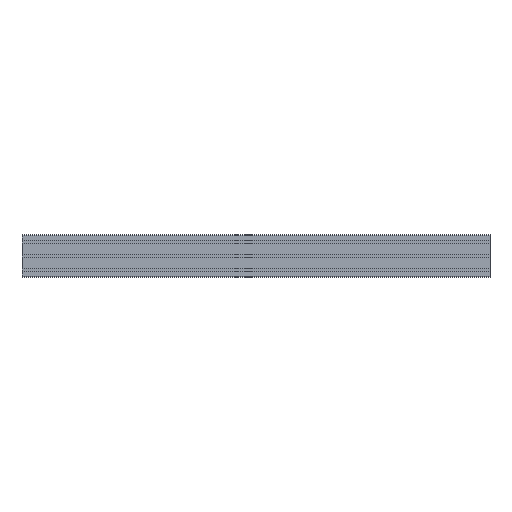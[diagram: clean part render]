
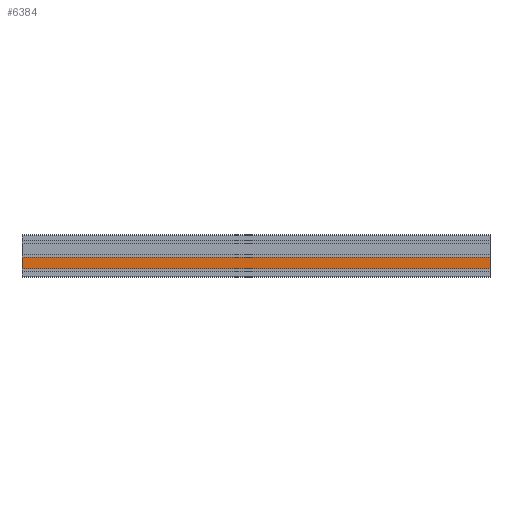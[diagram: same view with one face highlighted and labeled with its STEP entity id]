
A CAD part, top view. The second image highlights one B-rep face of the part: STEP entity #6384.
In plain terms, the highlighted planar face has unit normal (0, 0, 1).
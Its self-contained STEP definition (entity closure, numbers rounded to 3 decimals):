
#468=FACE_OUTER_BOUND('',#791,.T.);
#791=EDGE_LOOP('',(#5504,#5505,#5506,#5507));
#892=LINE('',#9122,#1542);
#1431=LINE('',#10711,#2081);
#1432=LINE('',#10714,#2082);
#1433=LINE('',#10715,#2083);
#1542=VECTOR('',#7174,1.);
#2081=VECTOR('',#8787,1.);
#2082=VECTOR('',#8790,1.);
#2083=VECTOR('',#8791,1.);
#2533=VERTEX_POINT('',#9119);
#2534=VERTEX_POINT('',#9121);
#3047=VERTEX_POINT('',#10709);
#3048=VERTEX_POINT('',#10713);
#3175=EDGE_CURVE('',#2533,#2534,#892,.T.);
#3970=EDGE_CURVE('',#3047,#2534,#1431,.T.);
#3971=EDGE_CURVE('',#3048,#3047,#1432,.T.);
#3972=EDGE_CURVE('',#3048,#2533,#1433,.T.);
#5504=ORIENTED_EDGE('',*,*,#3971,.T.);
#5505=ORIENTED_EDGE('',*,*,#3970,.T.);
#5506=ORIENTED_EDGE('',*,*,#3175,.F.);
#5507=ORIENTED_EDGE('',*,*,#3972,.F.);
#6081=PLANE('',#6993);
#6384=ADVANCED_FACE('',(#468),#6081,.T.);
#6993=AXIS2_PLACEMENT_3D('',#10712,#8788,#8789);
#7174=DIRECTION('',(0.,-1.,0.));
#8787=DIRECTION('',(1.,0.,0.));
#8788=DIRECTION('center_axis',(0.,0.,1.));
#8789=DIRECTION('ref_axis',(0.,-1.,0.));
#8790=DIRECTION('',(0.,-1.,0.));
#8791=DIRECTION('',(1.,0.,0.));
#9119=CARTESIAN_POINT('',(1500.,63.1,45.));
#9121=CARTESIAN_POINT('',(1500.,26.9,45.));
#9122=CARTESIAN_POINT('',(1500.,63.1,45.));
#10709=CARTESIAN_POINT('',(0.,26.9,45.));
#10711=CARTESIAN_POINT('',(0.,26.9,45.));
#10712=CARTESIAN_POINT('Origin',(0.,63.1,45.));
#10713=CARTESIAN_POINT('',(0.,63.1,45.));
#10714=CARTESIAN_POINT('',(0.,63.1,45.));
#10715=CARTESIAN_POINT('',(0.,63.1,45.));
